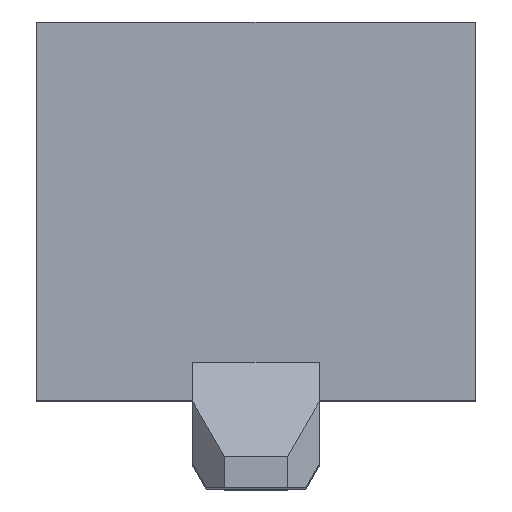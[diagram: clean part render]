
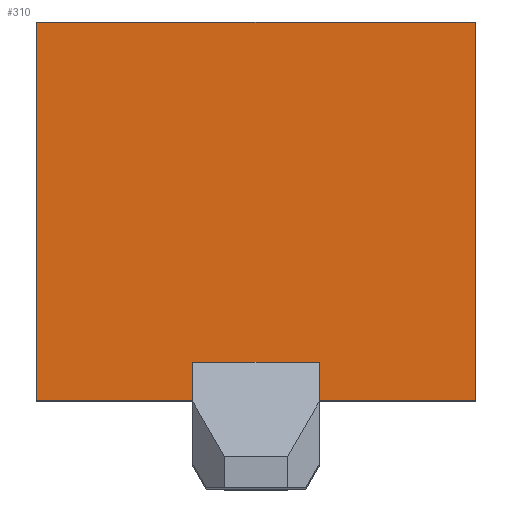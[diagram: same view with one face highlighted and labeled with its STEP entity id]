
A CAD part, top view. The second image highlights one B-rep face of the part: STEP entity #310.
In plain terms, the highlighted planar face has unit normal (0, 0, 1).
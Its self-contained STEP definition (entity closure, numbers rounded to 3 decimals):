
#310=ADVANCED_FACE('',(#792,#793),#794,.T.);
#366=VERTEX_POINT('',#857);
#368=VERTEX_POINT('',#859);
#370=EDGE_CURVE('',#366,#368,#861,.T.);
#394=VERTEX_POINT('',#885);
#396=EDGE_CURVE('',#394,#366,#887,.T.);
#432=VERTEX_POINT('',#923);
#434=EDGE_CURVE('',#368,#432,#925,.T.);
#542=EDGE_CURVE('',#432,#394,#1033,.T.);
#626=VERTEX_POINT('',#1117);
#628=VERTEX_POINT('',#1119);
#630=EDGE_CURVE('',#626,#628,#1121,.T.);
#632=VERTEX_POINT('',#1123);
#634=EDGE_CURVE('',#628,#632,#1125,.T.);
#636=VERTEX_POINT('',#1127);
#638=EDGE_CURVE('',#632,#636,#1129,.T.);
#640=EDGE_CURVE('',#636,#626,#1131,.T.);
#792=FACE_OUTER_BOUND('',#1273,.T.);
#793=FACE_BOUND('',#1274,.T.);
#794=PLANE('',#1275);
#857=CARTESIAN_POINT('',(-0.5,1.0,3.1));
#859=CARTESIAN_POINT('',(0.5,1.0,3.1));
#861=LINE('',#1367,#1368);
#885=CARTESIAN_POINT('',(-0.5,0.75,3.1));
#887=LINE('',#1409,#1410);
#923=CARTESIAN_POINT('',(0.5,0.75,3.1));
#925=LINE('',#1467,#1468);
#1033=LINE('',#1647,#1648);
#1117=CARTESIAN_POINT('',(1.74,0.7,3.1));
#1119=CARTESIAN_POINT('',(1.74,3.7,3.1));
#1121=LINE('',#1787,#1788);
#1123=CARTESIAN_POINT('',(-1.74,3.7,3.1));
#1125=LINE('',#1793,#1794);
#1127=CARTESIAN_POINT('',(-1.74,0.7,3.1));
#1129=LINE('',#1799,#1800);
#1131=LINE('',#1803,#1804);
#1273=EDGE_LOOP('',(#2163,#2164,#2165,#2166));
#1274=EDGE_LOOP('',(#2167,#2168,#2169,#2170));
#1275=AXIS2_PLACEMENT_3D('',#2171,#2172,#2173);
#1367=CARTESIAN_POINT('',(-0.5,1.0,3.1));
#1368=VECTOR('',#2234,1.0);
#1409=CARTESIAN_POINT('',(-0.5,0.6,3.1));
#1410=VECTOR('',#2242,1.0);
#1467=CARTESIAN_POINT('',(0.5,0.6,3.1));
#1468=VECTOR('',#2252,1.0);
#1647=CARTESIAN_POINT('',(-0.5,0.75,3.1));
#1648=VECTOR('',#2288,1.0);
#1787=CARTESIAN_POINT('',(1.74,2.2,3.1));
#1788=VECTOR('',#2314,1.0);
#1793=CARTESIAN_POINT('',(0.0,3.7,3.1));
#1794=VECTOR('',#2315,1.0);
#1799=CARTESIAN_POINT('',(-1.74,2.2,3.1));
#1800=VECTOR('',#2316,1.0);
#1803=CARTESIAN_POINT('',(0.0,0.7,3.1));
#1804=VECTOR('',#2317,1.0);
#2163=ORIENTED_EDGE('',*,*,#630,.T.);
#2164=ORIENTED_EDGE('',*,*,#634,.T.);
#2165=ORIENTED_EDGE('',*,*,#638,.T.);
#2166=ORIENTED_EDGE('',*,*,#640,.T.);
#2167=ORIENTED_EDGE('',*,*,#396,.T.);
#2168=ORIENTED_EDGE('',*,*,#370,.T.);
#2169=ORIENTED_EDGE('',*,*,#434,.T.);
#2170=ORIENTED_EDGE('',*,*,#542,.T.);
#2171=CARTESIAN_POINT('',(0.0,2.2,3.1));
#2172=DIRECTION('',(0.0,0.0,1.0));
#2173=DIRECTION('',(1.0,-0.0,0.0));
#2234=DIRECTION('',(1.0,0.,0.0));
#2242=DIRECTION('',(0.,1.0,0.0));
#2252=DIRECTION('',(0.,-1.0,0.0));
#2288=DIRECTION('',(-1.0,0.,0.0));
#2314=DIRECTION('',(0.0,1.0,0.0));
#2315=DIRECTION('',(-1.0,0.0,0.0));
#2316=DIRECTION('',(0.0,-1.0,0.0));
#2317=DIRECTION('',(1.0,0.0,0.0));
